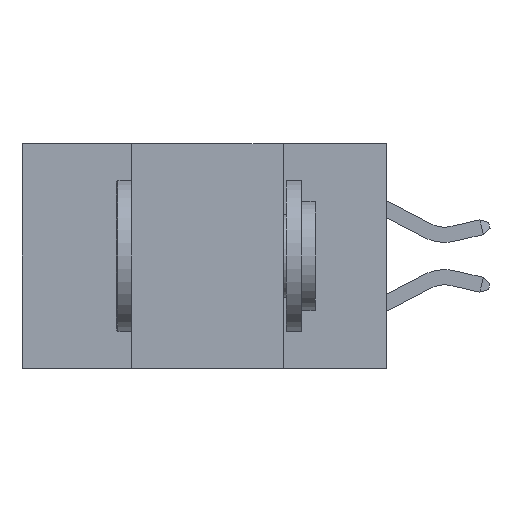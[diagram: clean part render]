
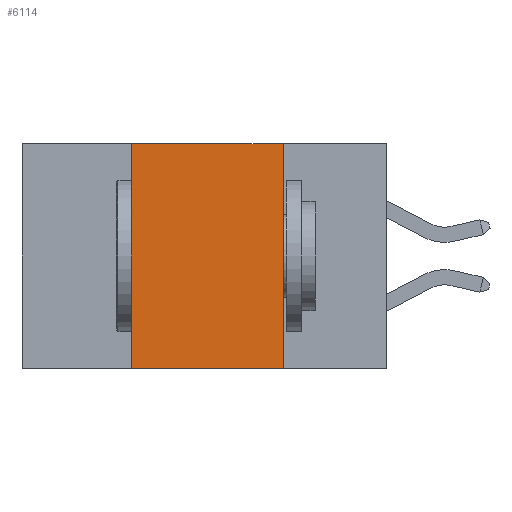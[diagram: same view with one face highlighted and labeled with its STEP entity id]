
A CAD part, left-side view. The second image highlights one B-rep face of the part: STEP entity #6114.
In plain terms, the highlighted planar face has unit normal (-1, 0, 0).
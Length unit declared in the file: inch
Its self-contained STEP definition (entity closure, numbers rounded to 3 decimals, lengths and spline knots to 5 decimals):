
#337 = LINE ( 'NONE', #6140, #9033 ) ;
#472 = ORIENTED_EDGE ( 'NONE', *, *, #1929, .F. ) ;
#1218 = VECTOR ( 'NONE', #6116, 39.37008 ) ;
#1310 = CARTESIAN_POINT ( 'NONE',  ( 0., 0.42, 0. ) ) ;
#1440 = ORIENTED_EDGE ( 'NONE', *, *, #7503, .F. ) ;
#1676 = CARTESIAN_POINT ( 'NONE',  ( 0., 0.17, 0. ) ) ;
#1929 = EDGE_CURVE ( 'NONE', #3404, #5115, #337, .T. ) ;
#1990 = PLANE ( 'NONE',  #9749 ) ;
#2346 = CARTESIAN_POINT ( 'NONE',  ( 0., 0.42, 0. ) ) ;
#3178 = DIRECTION ( 'NONE',  ( 1., 0., 0. ) ) ;
#3404 = VERTEX_POINT ( 'NONE', #2346 ) ;
#3608 = CARTESIAN_POINT ( 'NONE',  ( 0., 0.17, -0.37 ) ) ;
#3654 = CARTESIAN_POINT ( 'NONE',  ( 0., 0.6, -0.37 ) ) ;
#3682 = CARTESIAN_POINT ( 'NONE',  ( 0., 0.42, -0.37 ) ) ;
#4308 = VERTEX_POINT ( 'NONE', #3682 ) ;
#4333 = ORIENTED_EDGE ( 'NONE', *, *, #9521, .T. ) ;
#4969 = ORIENTED_EDGE ( 'NONE', *, *, #9135, .F. ) ;
#5115 = VERTEX_POINT ( 'NONE', #5347 ) ;
#5347 = CARTESIAN_POINT ( 'NONE',  ( 0., 0.17, 0. ) ) ;
#5624 = VERTEX_POINT ( 'NONE', #3608 ) ;
#5655 = FACE_OUTER_BOUND ( 'NONE', #5741, .T. ) ;
#5694 = DIRECTION ( 'NONE',  ( 0., 0., 1. ) ) ;
#5741 = EDGE_LOOP ( 'NONE', ( #1440, #472, #4969, #4333 ) ) ;
#6114 = ADVANCED_FACE ( 'NONE', ( #5655 ), #1990, .F. ) ;
#6116 = DIRECTION ( 'NONE',  ( 0., 0., -1. ) ) ;
#6140 = CARTESIAN_POINT ( 'NONE',  ( 0., 0.6, 0. ) ) ;
#6269 = DIRECTION ( 'NONE',  ( 0., -1., 0. ) ) ;
#6964 = VECTOR ( 'NONE', #5694, 39.37008 ) ;
#6990 = DIRECTION ( 'NONE',  ( 0., -1., 0. ) ) ;
#7503 = EDGE_CURVE ( 'NONE', #5115, #5624, #8172, .T. ) ;
#7505 = DIRECTION ( 'NONE',  ( 0., 0., -1. ) ) ;
#8172 = LINE ( 'NONE', #1676, #1218 ) ;
#8874 = CARTESIAN_POINT ( 'NONE',  ( 0., 0.6, 0. ) ) ;
#8902 = VECTOR ( 'NONE', #6269, 39.37008 ) ;
#9033 = VECTOR ( 'NONE', #6990, 39.37008 ) ;
#9135 = EDGE_CURVE ( 'NONE', #4308, #3404, #9386, .T. ) ;
#9141 = LINE ( 'NONE', #3654, #8902 ) ;
#9386 = LINE ( 'NONE', #1310, #6964 ) ;
#9521 = EDGE_CURVE ( 'NONE', #4308, #5624, #9141, .T. ) ;
#9749 = AXIS2_PLACEMENT_3D ( 'NONE', #8874, #3178, #7505 ) ;
